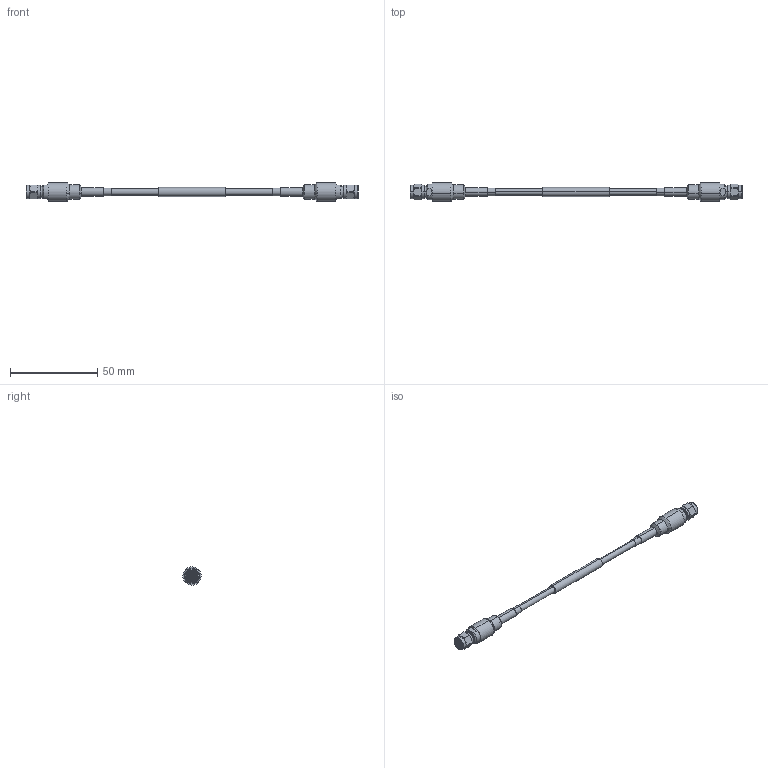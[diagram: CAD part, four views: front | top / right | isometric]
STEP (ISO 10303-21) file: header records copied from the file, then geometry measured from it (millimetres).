
FILE_DESCRIPTION (( 'STEP AP214' ), '1' );
FILE_NAME ('FMCA100017_3D.step', '2025-04-28T23:00:05', ( '' ), ( '' ), 'SwSTEP 2.0', 'SolidWorks 2022', '' );
FILE_SCHEMA (( 'AUTOMOTIVE_DESIGN' ));
Length unit declared in the file: inch
Products named in the file (4): FM-R135LL^FMCA100017; Heat shrink^FMCA100017; FMCA100017_3D; FMCN5143
Assembly tree (5 placements, depth 2):
  FMCA100017_3D
    FM-R135LL^FMCA100017
    FMCN5143  x2
    Heat shrink^FMCA100017  x2
Bounding box: 190.78 x 10.54 x 10.54 mm (x, y, z)
Volume: 7929.9 mm3; surface area: 7581.4 mm2
Topology: 6 solids, 6 shells, 294 faces, 690 edges, 442 vertices
Faces by surface type: cylinder 130, plane 82, cone 56, bspline 14, torus 12
Entity records: 6453 total; most frequent: CARTESIAN_POINT 2744, DIRECTION 771, ORIENTED_EDGE 708, EDGE_CURVE 354, AXIS2_PLACEMENT_3D 324, VERTEX_POINT 227, CIRCLE 171, EDGE_LOOP 171
